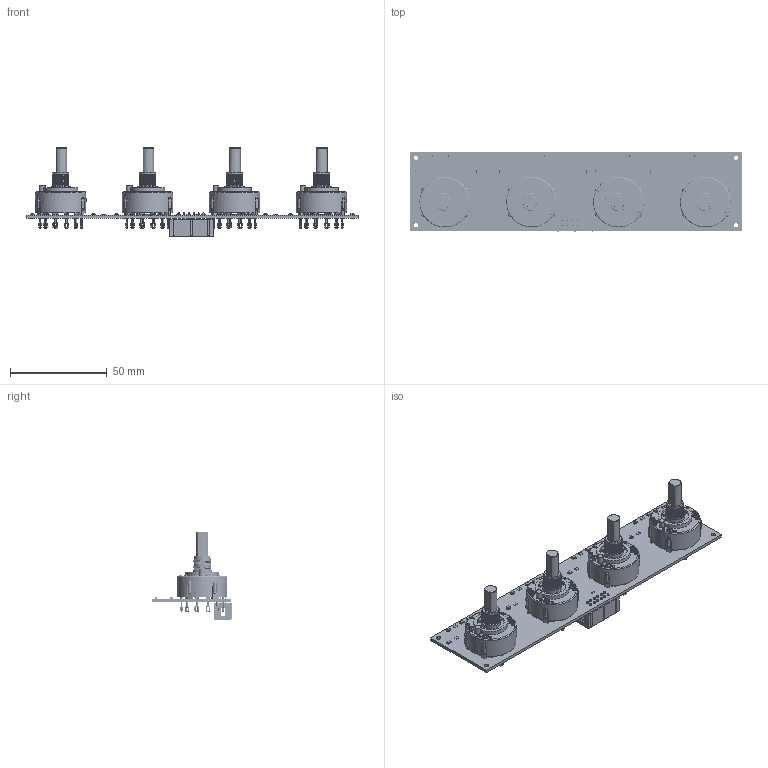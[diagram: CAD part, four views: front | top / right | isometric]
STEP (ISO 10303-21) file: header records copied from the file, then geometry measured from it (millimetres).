
FILE_DESCRIPTION(('KiCad electronic assembly'),'2;1');
FILE_NAME('8VU.step','2024-07-31T20:35:51',('Pcbnew'),('Kicad'), 'Open CASCADE STEP processor 7.6','KiCad to STEP converter','Unknown' );
FILE_SCHEMA(('AUTOMOTIVE_DESIGN { 1 0 10303 214 1 1 1 1 }'));
Length unit declared in the file: millimetre
Products named in the file (12): 8VU 1; LED_0805_2012Metric; R_0805_2012Metric; A12505RNZQ; R_0603_1608Metric; IDC-Header_2x06_P2.54mm_Vertical; IDC_Header_2x06_P254mm_Vertical; 8VU_PCB
Assembly tree (44 placements, depth 3):
  8VU 1
    LED_0805_2012Metric  x16
      LED_0805_2012Metric
    R_0805_2012Metric  x16
      R_0805_2012Metric
    A12505RNZQ  x4
      A12505RNZQ
    R_0603_1608Metric
      R_0603_1608Metric
    IDC-Header_2x06_P2.54mm_Vertical
      IDC_Header_2x06_P254mm_Vertical
    8VU_PCB
Bounding box: 172 x 41.41 x 45.74 mm (x, y, z)
Volume: 31984 mm3; surface area: 44251.1 mm2
Topology: 39 solids, 39 shells, 9114 faces, 25956 edges, 17142 vertices
Faces by surface type: plane 7745, cylinder 937, bspline 356, cone 72, torus 4
Full cylindrical faces by diameter (mm): 1 x18, 1.524 x48, 1.549 x32, 2.2 x4, 2.921 x4, 2.972 x4, 3.048 x4, 3.277 x4, 3.48 x16, 5.151 x4, 6.299 x4, 6.452 x4, 8.255 x4, 8.509 x4, 10.058 x4, 12.7 x4, 14.224 x4, 14.605 x4, 26.187 x4
Entity records: 85073 total; most frequent: CARTESIAN_POINT 18614, ORIENTED_EDGE 13800, DIRECTION 12085, EDGE_CURVE 6900, LINE 5909, VECTOR 5909, VERTEX_POINT 4548, AXIS2_PLACEMENT_3D 3088
